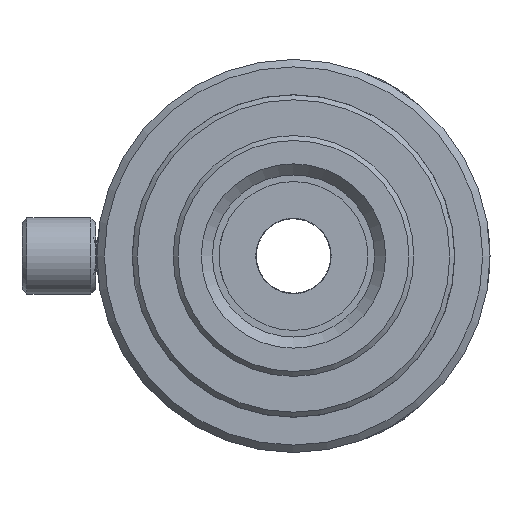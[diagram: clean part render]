
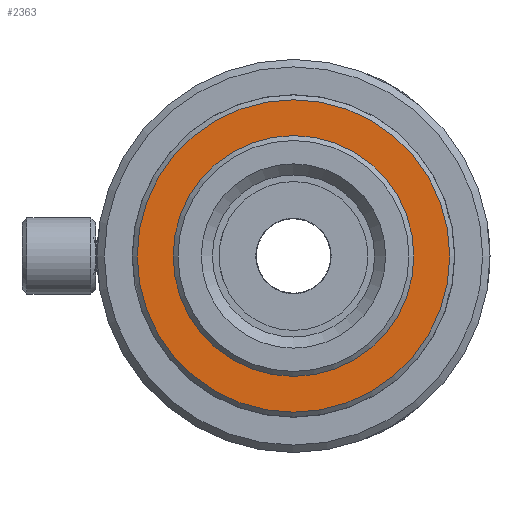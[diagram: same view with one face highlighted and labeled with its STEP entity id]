
A CAD part, left-side view. The second image highlights one B-rep face of the part: STEP entity #2363.
In plain terms, the highlighted planar face has unit normal (-1, 0, 0).
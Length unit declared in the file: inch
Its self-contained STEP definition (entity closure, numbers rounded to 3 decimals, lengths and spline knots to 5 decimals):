
#2321=CARTESIAN_POINT('',(0.24808,0.636,0.));
#2322=VERTEX_POINT('',#2321);
#2323=CARTESIAN_POINT('',(0.24808,0.0,0.0));
#2324=DIRECTION('',(1.0,0.0,0.0));
#2325=DIRECTION('',(0.0,-1.0,0.0));
#2326=AXIS2_PLACEMENT_3D('',#2323,#2324,#2325);
#2327=CIRCLE('',#2326,0.636);
#2328=EDGE_CURVE('',#2322,#2322,#2327,.T.);
#2344=CARTESIAN_POINT('',(0.24808,0.53175,0.0));
#2345=DIRECTION('',(-1.0,0.0,0.0));
#2346=DIRECTION('',(0.0,0.0,1.0));
#2347=AXIS2_PLACEMENT_3D('',#2344,#2345,#2346);
#2348=PLANE('',#2347);
#2349=ORIENTED_EDGE('',*,*,#2328,.F.);
#2350=EDGE_LOOP('',(#2349));
#2351=FACE_OUTER_BOUND('',#2350,.T.);
#2352=CARTESIAN_POINT('',(0.24808,0.4075,0.0));
#2353=VERTEX_POINT('',#2352);
#2354=CARTESIAN_POINT('',(0.24808,0.0,0.0));
#2355=DIRECTION('',(1.0,0.0,0.0));
#2356=DIRECTION('',(0.0,1.0,0.0));
#2357=AXIS2_PLACEMENT_3D('',#2354,#2355,#2356);
#2358=CIRCLE('',#2357,0.4075);
#2359=EDGE_CURVE('',#2353,#2353,#2358,.T.);
#2360=ORIENTED_EDGE('',*,*,#2359,.T.);
#2361=EDGE_LOOP('',(#2360));
#2362=FACE_BOUND('',#2361,.T.);
#2363=ADVANCED_FACE('',(#2351,#2362),#2348,.T.);
